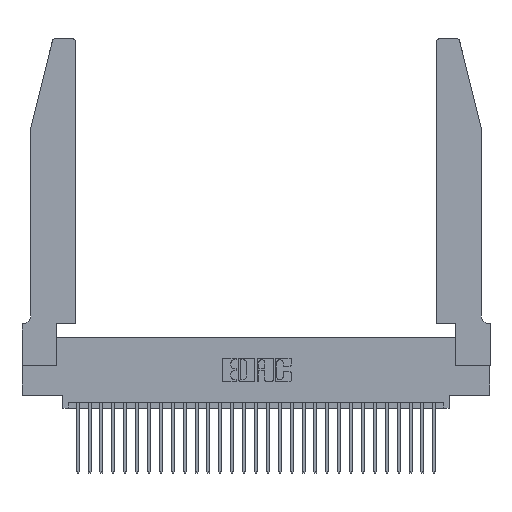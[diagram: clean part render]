
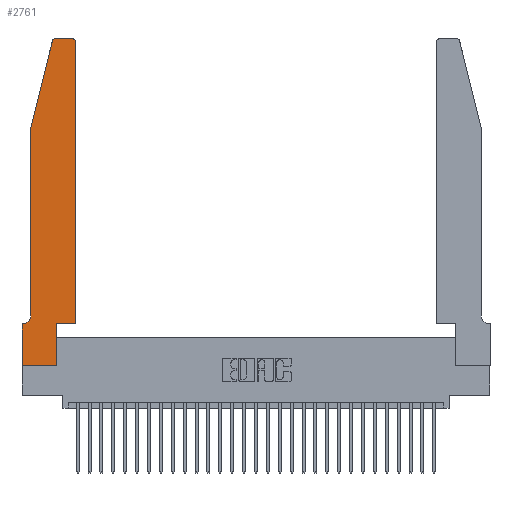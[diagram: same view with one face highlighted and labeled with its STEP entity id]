
A CAD part, top view. The second image highlights one B-rep face of the part: STEP entity #2761.
In plain terms, the highlighted planar face has unit normal (0, 0, 1).
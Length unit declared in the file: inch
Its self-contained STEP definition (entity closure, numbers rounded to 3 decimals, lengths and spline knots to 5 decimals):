
#237 = PLANE ( 'NONE',  #30454 ) ;
#317 = CARTESIAN_POINT ( 'NONE',  ( 0.2865, 0., 0.37 ) ) ;
#364 = CARTESIAN_POINT ( 'NONE',  ( 0.4205, 2.72, 0.37 ) ) ;
#793 = VECTOR ( 'NONE', #23990, 39.37008 ) ;
#1173 = EDGE_CURVE ( 'NONE', #18245, #6129, #16287, .T. ) ;
#1238 = VERTEX_POINT ( 'NONE', #11418 ) ;
#2730 = DIRECTION ( 'NONE',  ( 0., 0., 1. ) ) ;
#2761 = ADVANCED_FACE ( 'NONE', ( #22725 ), #237, .T. ) ;
#2864 = DIRECTION ( 'NONE',  ( 1., 0., 0. ) ) ;
#3181 = CARTESIAN_POINT ( 'NONE',  ( 0.25487, 2.72718, 0.37 ) ) ;
#3288 = LINE ( 'NONE', #26353, #29187 ) ;
#4122 = CARTESIAN_POINT ( 'NONE',  ( 0.0755, 2., 0.37 ) ) ;
#4133 = CIRCLE ( 'NONE', #17853, 0.03 ) ;
#4155 = CARTESIAN_POINT ( 'NONE',  ( 0.2865, 0.35, 0.37 ) ) ;
#4770 = ORIENTED_EDGE ( 'NONE', *, *, #23706, .T. ) ;
#5287 = CARTESIAN_POINT ( 'NONE',  ( 0., 0., 0.37 ) ) ;
#5916 = VERTEX_POINT ( 'NONE', #14060 ) ;
#5940 = EDGE_LOOP ( 'NONE', ( #13015, #4770, #20428, #21902, #29538, #21933, #30652, #20495, #26675, #21956, #23432, #8195 ) ) ;
#6067 = LINE ( 'NONE', #16884, #11682 ) ;
#6129 = VERTEX_POINT ( 'NONE', #317 ) ;
#6138 = LINE ( 'NONE', #4155, #30484 ) ;
#6177 = CARTESIAN_POINT ( 'NONE',  ( 0.4205, 2.75, 0.37 ) ) ;
#6557 = DIRECTION ( 'NONE',  ( 0., 1., 0. ) ) ;
#6925 = LINE ( 'NONE', #15578, #30514 ) ;
#7091 = VERTEX_POINT ( 'NONE', #20132 ) ;
#8195 = ORIENTED_EDGE ( 'NONE', *, *, #16597, .T. ) ;
#8905 = CARTESIAN_POINT ( 'NONE',  ( 0.284, 2.72, 0.37 ) ) ;
#9537 = EDGE_CURVE ( 'NONE', #13031, #14852, #13626, .T. ) ;
#9861 = VECTOR ( 'NONE', #27686, 39.37008 ) ;
#9976 = CARTESIAN_POINT ( 'NONE',  ( 0.4505, 0.35, 0.37 ) ) ;
#10305 = EDGE_CURVE ( 'NONE', #14174, #7091, #6067, .T. ) ;
#11315 = DIRECTION ( 'NONE',  ( 1., 0., 0. ) ) ;
#11418 = CARTESIAN_POINT ( 'NONE',  ( 0.0055, 0.35, 0.37 ) ) ;
#11682 = VECTOR ( 'NONE', #21576, 39.37008 ) ;
#12113 = LINE ( 'NONE', #26817, #17737 ) ;
#12220 = CARTESIAN_POINT ( 'NONE',  ( 0.2605, 2.75, 0.37 ) ) ;
#12649 = CARTESIAN_POINT ( 'NONE',  ( 0.0755, 0.42, 0.37 ) ) ;
#13015 = ORIENTED_EDGE ( 'NONE', *, *, #9537, .T. ) ;
#13031 = VERTEX_POINT ( 'NONE', #6177 ) ;
#13626 = LINE ( 'NONE', #12220, #793 ) ;
#13638 = CARTESIAN_POINT ( 'NONE',  ( 0., 0., 0.37 ) ) ;
#13942 = DIRECTION ( 'NONE',  ( 0., 0., -1. ) ) ;
#14039 = DIRECTION ( 'NONE',  ( -1., 0., 0. ) ) ;
#14060 = CARTESIAN_POINT ( 'NONE',  ( 0.2865, 0.35, 0.37 ) ) ;
#14174 = VERTEX_POINT ( 'NONE', #9976 ) ;
#14506 = VERTEX_POINT ( 'NONE', #4122 ) ;
#14693 = DIRECTION ( 'NONE',  ( 0., -1., 0. ) ) ;
#14852 = VERTEX_POINT ( 'NONE', #19828 ) ;
#15578 = CARTESIAN_POINT ( 'NONE',  ( 0.0755, 2., 0.37 ) ) ;
#15729 = DIRECTION ( 'NONE',  ( -0.239, -0.971, 0. ) ) ;
#16235 = EDGE_CURVE ( 'NONE', #6129, #5916, #6138, .T. ) ;
#16287 = LINE ( 'NONE', #13638, #9861 ) ;
#16597 = EDGE_CURVE ( 'NONE', #7091, #13031, #22468, .T. ) ;
#16884 = CARTESIAN_POINT ( 'NONE',  ( 0.4505, 0.35, 0.37 ) ) ;
#17227 = DIRECTION ( 'NONE',  ( 0., 0., 1. ) ) ;
#17737 = VECTOR ( 'NONE', #29160, 39.37008 ) ;
#17853 = AXIS2_PLACEMENT_3D ( 'NONE', #8905, #25452, #11315 ) ;
#17936 = DIRECTION ( 'NONE',  ( 0., -1., 0. ) ) ;
#18245 = VERTEX_POINT ( 'NONE', #5287 ) ;
#18354 = VERTEX_POINT ( 'NONE', #3181 ) ;
#19104 = EDGE_CURVE ( 'NONE', #26263, #1238, #30311, .T. ) ;
#19443 = DIRECTION ( 'NONE',  ( 1., 0., 0. ) ) ;
#19828 = CARTESIAN_POINT ( 'NONE',  ( 0.284, 2.75, 0.37 ) ) ;
#20132 = CARTESIAN_POINT ( 'NONE',  ( 0.4505, 2.72, 0.37 ) ) ;
#20428 = ORIENTED_EDGE ( 'NONE', *, *, #21362, .T. ) ;
#20495 = ORIENTED_EDGE ( 'NONE', *, *, #1173, .T. ) ;
#20496 = EDGE_CURVE ( 'NONE', #24960, #18245, #3288, .T. ) ;
#21362 = EDGE_CURVE ( 'NONE', #18354, #14506, #30580, .T. ) ;
#21576 = DIRECTION ( 'NONE',  ( 0., 1., 0. ) ) ;
#21902 = ORIENTED_EDGE ( 'NONE', *, *, #27390, .T. ) ;
#21928 = CARTESIAN_POINT ( 'NONE',  ( 0., 0.35, 0.37 ) ) ;
#21933 = ORIENTED_EDGE ( 'NONE', *, *, #25933, .T. ) ;
#21956 = ORIENTED_EDGE ( 'NONE', *, *, #28531, .T. ) ;
#22468 = CIRCLE ( 'NONE', #25352, 0.03 ) ;
#22725 = FACE_OUTER_BOUND ( 'NONE', #5940, .T. ) ;
#23432 = ORIENTED_EDGE ( 'NONE', *, *, #10305, .T. ) ;
#23706 = EDGE_CURVE ( 'NONE', #14852, #18354, #4133, .T. ) ;
#23990 = DIRECTION ( 'NONE',  ( -1., 0., 0. ) ) ;
#24048 = CARTESIAN_POINT ( 'NONE',  ( 0., 0.35, 0.37 ) ) ;
#24401 = LINE ( 'NONE', #25733, #29115 ) ;
#24960 = VERTEX_POINT ( 'NONE', #21928 ) ;
#25352 = AXIS2_PLACEMENT_3D ( 'NONE', #364, #17227, #2864 ) ;
#25452 = DIRECTION ( 'NONE',  ( 0., 0., 1. ) ) ;
#25733 = CARTESIAN_POINT ( 'NONE',  ( 0.0755, 0.35, 0.37 ) ) ;
#25933 = EDGE_CURVE ( 'NONE', #1238, #24960, #24401, .T. ) ;
#26263 = VERTEX_POINT ( 'NONE', #12649 ) ;
#26353 = CARTESIAN_POINT ( 'NONE',  ( 0., 0., 0.37 ) ) ;
#26675 = ORIENTED_EDGE ( 'NONE', *, *, #16235, .T. ) ;
#26817 = CARTESIAN_POINT ( 'NONE',  ( 0.4505, 0.35, 0.37 ) ) ;
#27390 = EDGE_CURVE ( 'NONE', #14506, #26263, #6925, .T. ) ;
#27686 = DIRECTION ( 'NONE',  ( 1., 0., 0. ) ) ;
#27985 = CARTESIAN_POINT ( 'NONE',  ( 0.0055, 0.42, 0.37 ) ) ;
#28531 = EDGE_CURVE ( 'NONE', #5916, #14174, #12113, .T. ) ;
#29115 = VECTOR ( 'NONE', #14039, 39.37008 ) ;
#29160 = DIRECTION ( 'NONE',  ( 1., 0., 0. ) ) ;
#29187 = VECTOR ( 'NONE', #14693, 39.37008 ) ;
#29538 = ORIENTED_EDGE ( 'NONE', *, *, #19104, .T. ) ;
#29679 = CARTESIAN_POINT ( 'NONE',  ( 0.0755, 2., 0.37 ) ) ;
#29853 = VECTOR ( 'NONE', #15729, 39.37008 ) ;
#30300 = DIRECTION ( 'NONE',  ( -1., 0., 0. ) ) ;
#30311 = CIRCLE ( 'NONE', #30622, 0.07 ) ;
#30454 = AXIS2_PLACEMENT_3D ( 'NONE', #24048, #2730, #19443 ) ;
#30484 = VECTOR ( 'NONE', #6557, 39.37008 ) ;
#30514 = VECTOR ( 'NONE', #17936, 39.37008 ) ;
#30580 = LINE ( 'NONE', #29679, #29853 ) ;
#30622 = AXIS2_PLACEMENT_3D ( 'NONE', #27985, #13942, #30300 ) ;
#30652 = ORIENTED_EDGE ( 'NONE', *, *, #20496, .T. ) ;
